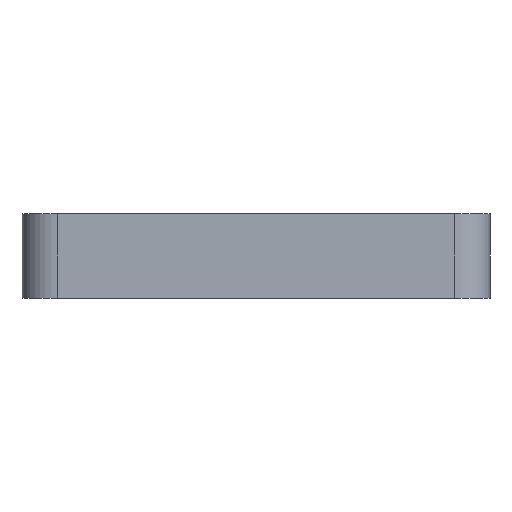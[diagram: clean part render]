
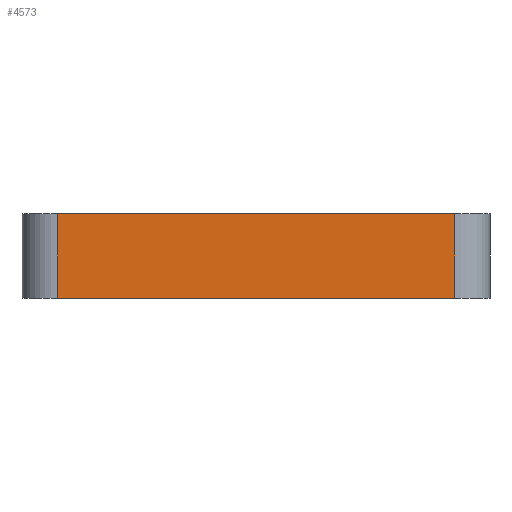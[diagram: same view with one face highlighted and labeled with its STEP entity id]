
A CAD part, left-side view. The second image highlights one B-rep face of the part: STEP entity #4573.
In plain terms, the highlighted planar face has unit normal (-1, 0, 0).
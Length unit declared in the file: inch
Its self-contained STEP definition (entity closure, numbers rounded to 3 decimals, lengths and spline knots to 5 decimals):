
#24=DIRECTION('',(0.,-1.,0.));
#25=VECTOR('',#24,1.125);
#26=CARTESIAN_POINT('',(-1.25,0.5625,0.));
#27=LINE('',#26,#25);
#877=DIRECTION('',(0.,0.,1.));
#878=VECTOR('',#877,0.239);
#879=CARTESIAN_POINT('',(-1.25,-0.5625,-0.239));
#880=LINE('',#879,#878);
#881=DIRECTION('',(0.,0.,1.));
#882=VECTOR('',#881,0.239);
#883=CARTESIAN_POINT('',(-1.25,0.5625,-0.239));
#884=LINE('',#883,#882);
#915=DIRECTION('',(0.,-1.,0.));
#916=VECTOR('',#915,1.125);
#917=CARTESIAN_POINT('',(-1.25,0.5625,-0.239));
#918=LINE('',#917,#916);
#3085=CARTESIAN_POINT('',(-1.25,-0.5625,0.));
#3087=VERTEX_POINT('',#3085);
#3091=CARTESIAN_POINT('',(-1.25,-0.5625,-0.239));
#3092=VERTEX_POINT('',#3091);
#3094=CARTESIAN_POINT('',(-1.25,0.5625,0.));
#3096=VERTEX_POINT('',#3094);
#3097=CARTESIAN_POINT('',(-1.25,0.5625,-0.239));
#3098=VERTEX_POINT('',#3097);
#4560=CARTESIAN_POINT('',(-1.25,0.,-0.1195));
#4561=DIRECTION('',(-1.,0.,0.));
#4562=DIRECTION('',(0.,-1.,0.));
#4563=AXIS2_PLACEMENT_3D('',#4560,#4561,#4562);
#4564=PLANE('',#4563);
#4566=ORIENTED_EDGE('',*,*,#4565,.F.);
#4568=ORIENTED_EDGE('',*,*,#4567,.F.);
#4569=ORIENTED_EDGE('',*,*,#4552,.T.);
#4570=ORIENTED_EDGE('',*,*,#4080,.T.);
#4571=EDGE_LOOP('',(#4566,#4568,#4569,#4570));
#4572=FACE_OUTER_BOUND('',#4571,.F.);
#4573=ADVANCED_FACE('',(#4572),#4564,.T.);
#4080=EDGE_CURVE('',#3096,#3087,#27,.T.);
#4552=EDGE_CURVE('',#3098,#3096,#884,.T.);
#4565=EDGE_CURVE('',#3092,#3087,#880,.T.);
#4567=EDGE_CURVE('',#3098,#3092,#918,.T.);
